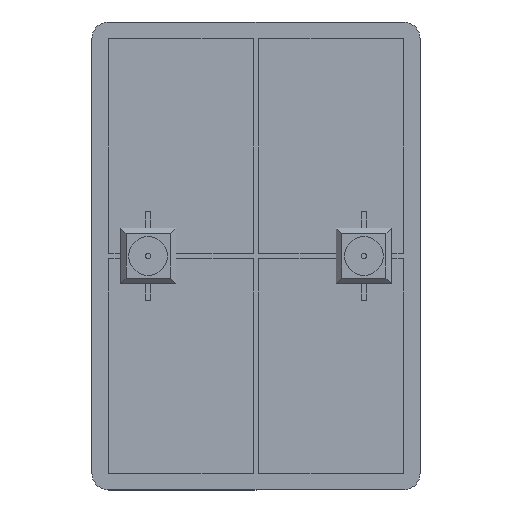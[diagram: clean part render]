
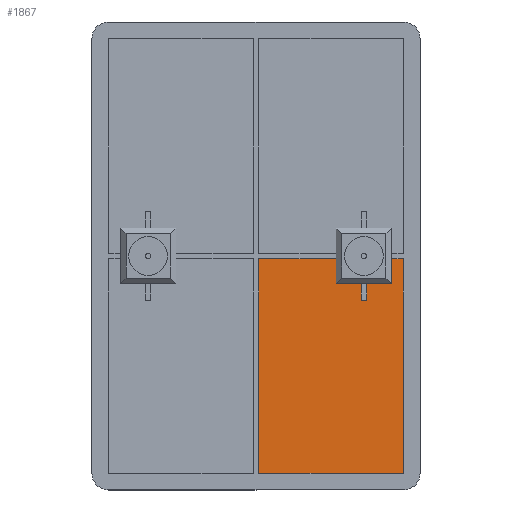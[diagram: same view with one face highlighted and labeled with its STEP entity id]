
A CAD part, top view. The second image highlights one B-rep face of the part: STEP entity #1867.
In plain terms, the highlighted planar face has unit normal (0, 0, 1).
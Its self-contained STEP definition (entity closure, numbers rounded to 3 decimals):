
#59 = DIRECTION ( 'NONE',  ( 0., -1., 0. ) ) ;
#79 = ORIENTED_EDGE ( 'NONE', *, *, #373, .T. ) ;
#112 = EDGE_CURVE ( 'NONE', #1502, #1380, #1436, .T. ) ;
#151 = CARTESIAN_POINT ( 'NONE',  ( 19., -5., 3. ) ) ;
#160 = VERTEX_POINT ( 'NONE', #2418 ) ;
#166 = ORIENTED_EDGE ( 'NONE', *, *, #526, .T. ) ;
#168 = CARTESIAN_POINT ( 'NONE',  ( 0.5, -39.3, 3. ) ) ;
#173 = DIRECTION ( 'NONE',  ( 0., 1., 0. ) ) ;
#214 = LINE ( 'NONE', #2076, #2619 ) ;
#259 = CARTESIAN_POINT ( 'NONE',  ( 14.5, -5., 3. ) ) ;
#301 = LINE ( 'NONE', #952, #2394 ) ;
#313 = AXIS2_PLACEMENT_3D ( 'NONE', #561, #1406, #2246 ) ;
#320 = DIRECTION ( 'NONE',  ( 0., 1., 0. ) ) ;
#373 = EDGE_CURVE ( 'NONE', #2073, #160, #778, .T. ) ;
#378 = ORIENTED_EDGE ( 'NONE', *, *, #1789, .T. ) ;
#395 = DIRECTION ( 'NONE',  ( -1., 0., 0. ) ) ;
#431 = VERTEX_POINT ( 'NONE', #637 ) ;
#471 = CARTESIAN_POINT ( 'NONE',  ( 24.5, -0.533, 3. ) ) ;
#503 = LINE ( 'NONE', #2645, #1773 ) ;
#526 = EDGE_CURVE ( 'NONE', #431, #1380, #301, .T. ) ;
#530 = VERTEX_POINT ( 'NONE', #2607 ) ;
#556 = CARTESIAN_POINT ( 'NONE',  ( 20., -5., 3. ) ) ;
#561 = CARTESIAN_POINT ( 'NONE',  ( 0., 0., 3. ) ) ;
#586 = DIRECTION ( 'NONE',  ( -1., 0., 0. ) ) ;
#601 = ORIENTED_EDGE ( 'NONE', *, *, #1672, .T. ) ;
#637 = CARTESIAN_POINT ( 'NONE',  ( 19., -8., 3. ) ) ;
#679 = LINE ( 'NONE', #259, #1733 ) ;
#733 = ORIENTED_EDGE ( 'NONE', *, *, #2499, .F. ) ;
#766 = EDGE_CURVE ( 'NONE', #918, #431, #2279, .T. ) ;
#773 = ORIENTED_EDGE ( 'NONE', *, *, #1297, .F. ) ;
#778 = LINE ( 'NONE', #1651, #1023 ) ;
#811 = ORIENTED_EDGE ( 'NONE', *, *, #1578, .F. ) ;
#842 = DIRECTION ( 'NONE',  ( -1., 0., 0. ) ) ;
#894 = VECTOR ( 'NONE', #1079, 1000. ) ;
#918 = VERTEX_POINT ( 'NONE', #2348 ) ;
#952 = CARTESIAN_POINT ( 'NONE',  ( 19., 0., 3. ) ) ;
#1023 = VECTOR ( 'NONE', #2468, 1000. ) ;
#1079 = DIRECTION ( 'NONE',  ( 1., 0., 0. ) ) ;
#1118 = LINE ( 'NONE', #1970, #1339 ) ;
#1161 = ORIENTED_EDGE ( 'NONE', *, *, #112, .F. ) ;
#1256 = LINE ( 'NONE', #1943, #894 ) ;
#1297 = EDGE_CURVE ( 'NONE', #2465, #1502, #679, .T. ) ;
#1299 = CARTESIAN_POINT ( 'NONE',  ( 14.5, -0.533, 3. ) ) ;
#1339 = VECTOR ( 'NONE', #1983, 1000. ) ;
#1380 = VERTEX_POINT ( 'NONE', #151 ) ;
#1392 = VERTEX_POINT ( 'NONE', #556 ) ;
#1406 = DIRECTION ( 'NONE',  ( 0., 0., 1. ) ) ;
#1436 = LINE ( 'NONE', #1843, #2521 ) ;
#1450 = ORIENTED_EDGE ( 'NONE', *, *, #2683, .F. ) ;
#1481 = DIRECTION ( 'NONE',  ( 0., -1., 0. ) ) ;
#1502 = VERTEX_POINT ( 'NONE', #2116 ) ;
#1518 = EDGE_CURVE ( 'NONE', #160, #2657, #2721, .T. ) ;
#1578 = EDGE_CURVE ( 'NONE', #530, #2657, #214, .T. ) ;
#1614 = FACE_OUTER_BOUND ( 'NONE', #1673, .T. ) ;
#1651 = CARTESIAN_POINT ( 'NONE',  ( 26.65, -39.3, 3. ) ) ;
#1672 = EDGE_CURVE ( 'NONE', #2366, #2073, #503, .T. ) ;
#1673 = EDGE_LOOP ( 'NONE', ( #1993, #811, #733, #1944, #2028, #166, #1161, #773, #378, #1450, #601, #79 ) ) ;
#1679 = LINE ( 'NONE', #2533, #2572 ) ;
#1707 = CARTESIAN_POINT ( 'NONE',  ( 0.5, -0.533, 3. ) ) ;
#1733 = VECTOR ( 'NONE', #59, 1000. ) ;
#1773 = VECTOR ( 'NONE', #2237, 1000. ) ;
#1789 = EDGE_CURVE ( 'NONE', #2465, #2515, #2697, .T. ) ;
#1843 = CARTESIAN_POINT ( 'NONE',  ( 14.5, -5., 3. ) ) ;
#1867 = ADVANCED_FACE ( 'NONE', ( #1614 ), #2460, .T. ) ;
#1904 = VECTOR ( 'NONE', #586, 1000. ) ;
#1906 = CARTESIAN_POINT ( 'NONE',  ( 26.65, -39.3, 3. ) ) ;
#1943 = CARTESIAN_POINT ( 'NONE',  ( 14.5, -5., 3. ) ) ;
#1944 = ORIENTED_EDGE ( 'NONE', *, *, #2118, .T. ) ;
#1970 = CARTESIAN_POINT ( 'NONE',  ( 0.5, 0., 3. ) ) ;
#1983 = DIRECTION ( 'NONE',  ( 0., 1., 0. ) ) ;
#1993 = ORIENTED_EDGE ( 'NONE', *, *, #1518, .T. ) ;
#1997 = VECTOR ( 'NONE', #395, 1000. ) ;
#2028 = ORIENTED_EDGE ( 'NONE', *, *, #766, .T. ) ;
#2073 = VERTEX_POINT ( 'NONE', #1906 ) ;
#2076 = CARTESIAN_POINT ( 'NONE',  ( 24.5, -5., 3. ) ) ;
#2116 = CARTESIAN_POINT ( 'NONE',  ( 14.5, -5., 3. ) ) ;
#2118 = EDGE_CURVE ( 'NONE', #1392, #918, #1679, .T. ) ;
#2237 = DIRECTION ( 'NONE',  ( 1., 0., 0. ) ) ;
#2246 = DIRECTION ( 'NONE',  ( 1., 0., 0. ) ) ;
#2279 = LINE ( 'NONE', #2293, #1997 ) ;
#2293 = CARTESIAN_POINT ( 'NONE',  ( 0., -8., 3. ) ) ;
#2331 = CARTESIAN_POINT ( 'NONE',  ( 0., -0.533, 3. ) ) ;
#2343 = VECTOR ( 'NONE', #842, 1000. ) ;
#2348 = CARTESIAN_POINT ( 'NONE',  ( 20., -8., 3. ) ) ;
#2366 = VERTEX_POINT ( 'NONE', #168 ) ;
#2394 = VECTOR ( 'NONE', #320, 1000. ) ;
#2418 = CARTESIAN_POINT ( 'NONE',  ( 26.65, -0.533, 3. ) ) ;
#2460 = PLANE ( 'NONE',  #313 ) ;
#2465 = VERTEX_POINT ( 'NONE', #1299 ) ;
#2468 = DIRECTION ( 'NONE',  ( 0., 1., 0. ) ) ;
#2469 = DIRECTION ( 'NONE',  ( 1., 0., 0. ) ) ;
#2499 = EDGE_CURVE ( 'NONE', #1392, #530, #1256, .T. ) ;
#2500 = CARTESIAN_POINT ( 'NONE',  ( 0., -0.533, 3. ) ) ;
#2515 = VERTEX_POINT ( 'NONE', #1707 ) ;
#2521 = VECTOR ( 'NONE', #2469, 1000. ) ;
#2533 = CARTESIAN_POINT ( 'NONE',  ( 20., 0., 3. ) ) ;
#2572 = VECTOR ( 'NONE', #1481, 1000. ) ;
#2607 = CARTESIAN_POINT ( 'NONE',  ( 24.5, -5., 3. ) ) ;
#2619 = VECTOR ( 'NONE', #173, 1000. ) ;
#2645 = CARTESIAN_POINT ( 'NONE',  ( -26.65, -39.3, 3. ) ) ;
#2657 = VERTEX_POINT ( 'NONE', #471 ) ;
#2683 = EDGE_CURVE ( 'NONE', #2366, #2515, #1118, .T. ) ;
#2697 = LINE ( 'NONE', #2500, #1904 ) ;
#2721 = LINE ( 'NONE', #2331, #2343 ) ;
